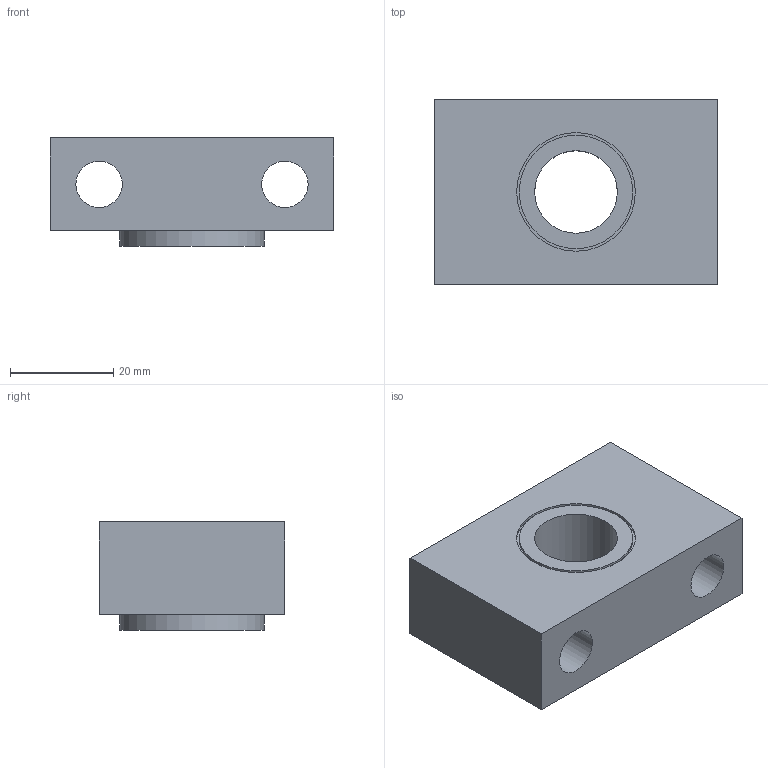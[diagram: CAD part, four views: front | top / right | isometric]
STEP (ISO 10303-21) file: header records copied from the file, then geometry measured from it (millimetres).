
FILE_DESCRIPTION(/* description */ (''),/* implementation_level */ '2;1');
FILE_NAME(/* name */ 'CAD_8141.stp',/* time_stamp */ '2016-06-07T16:10:39+02:00',/* author */ ('Hypex'),/* organization */ ('Hypex'),/* preprocessor_version */ 'ST-DEVELOPER v16.1',/* originating_system */ 'Autodesk Inventor 2016',/* authorisation */ '');
FILE_SCHEMA (('AUTOMOTIVE_DESIGN { 1 0 10303 214 3 1 1 }'));
Length unit declared in the file: millimetre
Products named in the file (1): CAD_8141
Bounding box: 55 x 36 x 21 mm (x, y, z)
Volume: 26631.1 mm3; surface area: 10344.6 mm2
Topology: 1 solids, 1 shells, 19 faces, 36 edges, 24 vertices
Faces by surface type: plane 11, cylinder 8
Full cylindrical faces by diameter (mm): 9 x2, 15 x2, 16 x1, 22 x1, 23 x1, 28 x1
Entity records: 508 total; most frequent: DIRECTION 84, CARTESIAN_POINT 72, ORIENTED_EDGE 56, EDGE_LOOP 38, AXIS2_PLACEMENT_3D 36, EDGE_CURVE 28, VERTEX_POINT 24, STYLED_ITEM 20
